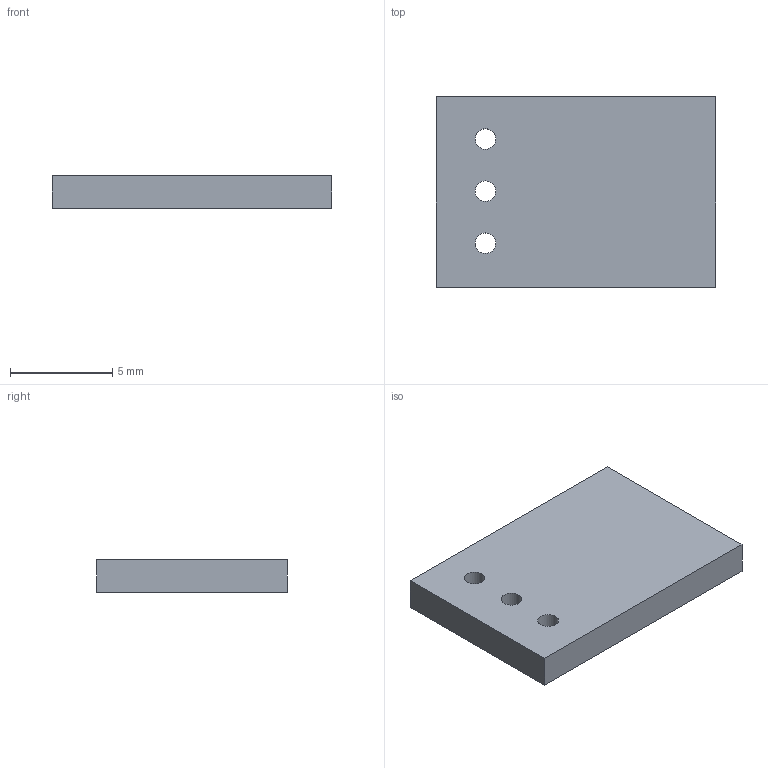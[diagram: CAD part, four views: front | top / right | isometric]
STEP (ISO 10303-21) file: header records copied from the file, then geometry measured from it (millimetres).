
FILE_DESCRIPTION(('KiCad electronic assembly'),'2;1');
FILE_NAME('Amon_led_board.step','2022-05-09T23:02:38',('Pcbnew'),( 'Kicad'),'Open CASCADE STEP processor 7.6','KiCad to STEP converter' ,'Unknown');
FILE_SCHEMA(('AUTOMOTIVE_DESIGN { 1 0 10303 214 1 1 1 1 }'));
Length unit declared in the file: millimetre
Products named in the file (2): Amon_led_board 1; Amon_led_board PCB
Assembly tree (1 placements, depth 2):
  Amon_led_board 1
    Amon_led_board PCB
Bounding box: 13.61 x 9.3 x 1.6 mm (x, y, z)
Volume: 198.7 mm3; surface area: 336.8 mm2
Topology: 1 solids, 1 shells, 9 faces, 21 edges, 14 vertices
Faces by surface type: plane 6, cylinder 3
Full cylindrical faces by diameter (mm): 1 x3
Entity records: 611 total; most frequent: CARTESIAN_POINT 124, DIRECTION 85, LINE 51, VECTOR 51, ORIENTED_EDGE 42, PCURVE 42, DEFINITIONAL_REPRESENTATION 42, EDGE_CURVE 21
